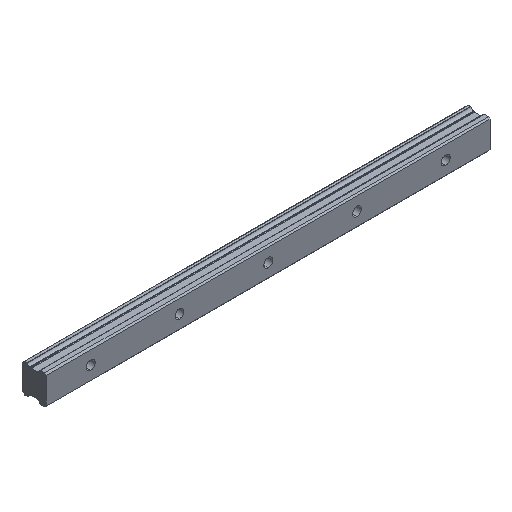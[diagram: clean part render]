
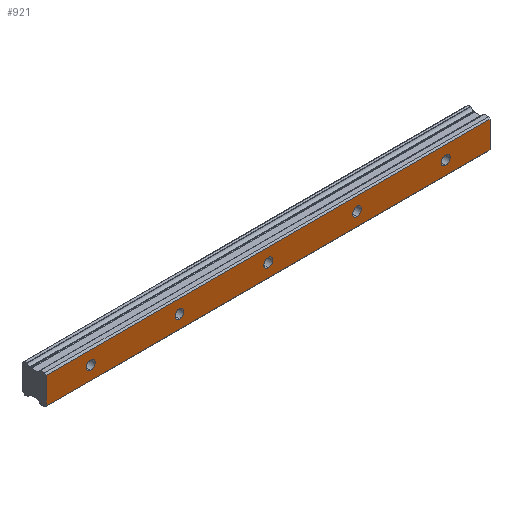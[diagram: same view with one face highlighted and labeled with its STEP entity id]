
A CAD part, isometric view. The second image highlights one B-rep face of the part: STEP entity #921.
In plain terms, the highlighted planar face has unit normal (0, -1, 0).
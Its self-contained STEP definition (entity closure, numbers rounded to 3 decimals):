
#8 = CIRCLE ( 'NONE', #265, 3. ) ;
#12 = VERTEX_POINT ( 'NONE', #1114 ) ;
#14 = FACE_OUTER_BOUND ( 'NONE', #395, .T. ) ;
#26 = CARTESIAN_POINT ( 'NONE',  ( 0., 0., 0. ) ) ;
#30 = VERTEX_POINT ( 'NONE', #2028 ) ;
#35 = VERTEX_POINT ( 'NONE', #1740 ) ;
#86 = VERTEX_POINT ( 'NONE', #1577 ) ;
#105 = CARTESIAN_POINT ( 'NONE',  ( 120., 0., 0. ) ) ;
#121 = CARTESIAN_POINT ( 'NONE',  ( 270., 0., 9. ) ) ;
#123 = EDGE_CURVE ( 'NONE', #785, #30, #1622, .T. ) ;
#126 = CIRCLE ( 'NONE', #193, 3. ) ;
#135 = DIRECTION ( 'NONE',  ( 0., -1., 0. ) ) ;
#143 = EDGE_CURVE ( 'NONE', #12, #1532, #8, .T. ) ;
#187 = CARTESIAN_POINT ( 'NONE',  ( 240., 0., 0. ) ) ;
#193 = AXIS2_PLACEMENT_3D ( 'NONE', #1013, #1649, #855 ) ;
#207 = EDGE_LOOP ( 'NONE', ( #1753, #1525 ) ) ;
#255 = EDGE_LOOP ( 'NONE', ( #769, #1293 ) ) ;
#265 = AXIS2_PLACEMENT_3D ( 'NONE', #1069, #1341, #717 ) ;
#273 = DIRECTION ( 'NONE',  ( 0., -1., 0. ) ) ;
#275 = AXIS2_PLACEMENT_3D ( 'NONE', #26, #1251, #650 ) ;
#362 = VERTEX_POINT ( 'NONE', #1559 ) ;
#374 = EDGE_CURVE ( 'NONE', #991, #754, #1731, .T. ) ;
#379 = DIRECTION ( 'NONE',  ( 0., -1., 0. ) ) ;
#395 = EDGE_LOOP ( 'NONE', ( #1954, #1354, #1007, #885 ) ) ;
#422 = EDGE_CURVE ( 'NONE', #929, #686, #737, .T. ) ;
#430 = DIRECTION ( 'NONE',  ( 1., 0., 0. ) ) ;
#436 = EDGE_LOOP ( 'NONE', ( #1887, #1469 ) ) ;
#439 = LINE ( 'NONE', #121, #1775 ) ;
#442 = DIRECTION ( 'NONE',  ( 0., 0., 1. ) ) ;
#447 = DIRECTION ( 'NONE',  ( 0., 0., 1. ) ) ;
#461 = CARTESIAN_POINT ( 'NONE',  ( 180., 0., -3. ) ) ;
#473 = CARTESIAN_POINT ( 'NONE',  ( -30., 0., 9. ) ) ;
#488 = DIRECTION ( 'NONE',  ( 0., -1., 0. ) ) ;
#490 = AXIS2_PLACEMENT_3D ( 'NONE', #187, #645, #1135 ) ;
#500 = ORIENTED_EDGE ( 'NONE', *, *, #123, .F. ) ;
#505 = FACE_BOUND ( 'NONE', #728, .T. ) ;
#512 = AXIS2_PLACEMENT_3D ( 'NONE', #1504, #273, #884 ) ;
#527 = AXIS2_PLACEMENT_3D ( 'NONE', #1129, #1259, #1905 ) ;
#579 = VERTEX_POINT ( 'NONE', #1223 ) ;
#581 = AXIS2_PLACEMENT_3D ( 'NONE', #1285, #1607, #1941 ) ;
#599 = EDGE_CURVE ( 'NONE', #754, #991, #1667, .T. ) ;
#605 = LINE ( 'NONE', #1714, #799 ) ;
#609 = DIRECTION ( 'NONE',  ( 0., 0., 1. ) ) ;
#630 = CARTESIAN_POINT ( 'NONE',  ( 0., 0., -3. ) ) ;
#645 = DIRECTION ( 'NONE',  ( 0., -1., 0. ) ) ;
#650 = DIRECTION ( 'NONE',  ( 0., 0., 1. ) ) ;
#686 = VERTEX_POINT ( 'NONE', #1828 ) ;
#717 = DIRECTION ( 'NONE',  ( 0., 0., 1. ) ) ;
#727 = AXIS2_PLACEMENT_3D ( 'NONE', #105, #135, #442 ) ;
#728 = EDGE_LOOP ( 'NONE', ( #500, #916 ) ) ;
#737 = CIRCLE ( 'NONE', #275, 3. ) ;
#754 = VERTEX_POINT ( 'NONE', #461 ) ;
#755 = EDGE_CURVE ( 'NONE', #362, #579, #1233, .T. ) ;
#769 = ORIENTED_EDGE ( 'NONE', *, *, #1330, .F. ) ;
#785 = VERTEX_POINT ( 'NONE', #1535 ) ;
#799 = VECTOR ( 'NONE', #1850, 1000. ) ;
#824 = FACE_BOUND ( 'NONE', #920, .T. ) ;
#855 = DIRECTION ( 'NONE',  ( 0., 0., 1. ) ) ;
#859 = EDGE_CURVE ( 'NONE', #1473, #362, #605, .T. ) ;
#882 = CIRCLE ( 'NONE', #581, 3. ) ;
#884 = DIRECTION ( 'NONE',  ( 0., 0., 1. ) ) ;
#885 = ORIENTED_EDGE ( 'NONE', *, *, #755, .F. ) ;
#916 = ORIENTED_EDGE ( 'NONE', *, *, #1423, .F. ) ;
#920 = EDGE_LOOP ( 'NONE', ( #1307, #1585 ) ) ;
#921 = ADVANCED_FACE ( 'NONE', ( #14, #1934, #1924, #824, #505, #1429 ), #969, .F. ) ;
#929 = VERTEX_POINT ( 'NONE', #630 ) ;
#931 = CARTESIAN_POINT ( 'NONE',  ( 180., 0., 0. ) ) ;
#969 = PLANE ( 'NONE',  #527 ) ;
#991 = VERTEX_POINT ( 'NONE', #1746 ) ;
#1007 = ORIENTED_EDGE ( 'NONE', *, *, #1402, .F. ) ;
#1013 = CARTESIAN_POINT ( 'NONE',  ( 0., 0., 0. ) ) ;
#1055 = CARTESIAN_POINT ( 'NONE',  ( 270., 0., 9. ) ) ;
#1067 = DIRECTION ( 'NONE',  ( 0., 0., -1. ) ) ;
#1069 = CARTESIAN_POINT ( 'NONE',  ( 60., 0., 0. ) ) ;
#1075 = CARTESIAN_POINT ( 'NONE',  ( 60., 0., 3. ) ) ;
#1088 = LINE ( 'NONE', #1055, #1503 ) ;
#1114 = CARTESIAN_POINT ( 'NONE',  ( 60., 0., -3. ) ) ;
#1129 = CARTESIAN_POINT ( 'NONE',  ( 270., 0., 9. ) ) ;
#1135 = DIRECTION ( 'NONE',  ( 0., 0., 1. ) ) ;
#1203 = CIRCLE ( 'NONE', #1640, 3. ) ;
#1217 = CARTESIAN_POINT ( 'NONE',  ( 270., 0., -9. ) ) ;
#1223 = CARTESIAN_POINT ( 'NONE',  ( -30., 0., 9. ) ) ;
#1233 = LINE ( 'NONE', #473, #1807 ) ;
#1251 = DIRECTION ( 'NONE',  ( 0., -1., 0. ) ) ;
#1259 = DIRECTION ( 'NONE',  ( 0., 1., 0. ) ) ;
#1285 = CARTESIAN_POINT ( 'NONE',  ( 60., 0., 0. ) ) ;
#1293 = ORIENTED_EDGE ( 'NONE', *, *, #422, .F. ) ;
#1307 = ORIENTED_EDGE ( 'NONE', *, *, #374, .F. ) ;
#1327 = CARTESIAN_POINT ( 'NONE',  ( 240., 0., 0. ) ) ;
#1330 = EDGE_CURVE ( 'NONE', #686, #929, #126, .T. ) ;
#1341 = DIRECTION ( 'NONE',  ( 0., -1., 0. ) ) ;
#1354 = ORIENTED_EDGE ( 'NONE', *, *, #1410, .F. ) ;
#1402 = EDGE_CURVE ( 'NONE', #579, #35, #1088, .T. ) ;
#1410 = EDGE_CURVE ( 'NONE', #35, #1473, #439, .T. ) ;
#1423 = EDGE_CURVE ( 'NONE', #30, #785, #1203, .T. ) ;
#1429 = FACE_BOUND ( 'NONE', #436, .T. ) ;
#1449 = DIRECTION ( 'NONE',  ( 0., 0., 1. ) ) ;
#1469 = ORIENTED_EDGE ( 'NONE', *, *, #143, .F. ) ;
#1473 = VERTEX_POINT ( 'NONE', #1217 ) ;
#1503 = VECTOR ( 'NONE', #430, 1000. ) ;
#1504 = CARTESIAN_POINT ( 'NONE',  ( 180., 0., 0. ) ) ;
#1525 = ORIENTED_EDGE ( 'NONE', *, *, #1795, .F. ) ;
#1532 = VERTEX_POINT ( 'NONE', #1075 ) ;
#1535 = CARTESIAN_POINT ( 'NONE',  ( 120., 0., 3. ) ) ;
#1559 = CARTESIAN_POINT ( 'NONE',  ( -30., 0., -9. ) ) ;
#1577 = CARTESIAN_POINT ( 'NONE',  ( 240., 0., 3. ) ) ;
#1580 = CIRCLE ( 'NONE', #490, 3. ) ;
#1585 = ORIENTED_EDGE ( 'NONE', *, *, #599, .F. ) ;
#1607 = DIRECTION ( 'NONE',  ( 0., -1., 0. ) ) ;
#1617 = EDGE_CURVE ( 'NONE', #86, #1745, #1870, .T. ) ;
#1622 = CIRCLE ( 'NONE', #727, 3. ) ;
#1636 = DIRECTION ( 'NONE',  ( 0., 0., 1. ) ) ;
#1640 = AXIS2_PLACEMENT_3D ( 'NONE', #2025, #1728, #609 ) ;
#1649 = DIRECTION ( 'NONE',  ( 0., -1., 0. ) ) ;
#1667 = CIRCLE ( 'NONE', #512, 3. ) ;
#1672 = AXIS2_PLACEMENT_3D ( 'NONE', #1327, #379, #1636 ) ;
#1714 = CARTESIAN_POINT ( 'NONE',  ( 270., 0., -9. ) ) ;
#1728 = DIRECTION ( 'NONE',  ( 0., -1., 0. ) ) ;
#1729 = EDGE_CURVE ( 'NONE', #1532, #12, #882, .T. ) ;
#1731 = CIRCLE ( 'NONE', #1993, 3. ) ;
#1740 = CARTESIAN_POINT ( 'NONE',  ( 270., 0., 9. ) ) ;
#1745 = VERTEX_POINT ( 'NONE', #1751 ) ;
#1746 = CARTESIAN_POINT ( 'NONE',  ( 180., 0., 3. ) ) ;
#1751 = CARTESIAN_POINT ( 'NONE',  ( 240., 0., -3. ) ) ;
#1753 = ORIENTED_EDGE ( 'NONE', *, *, #1617, .F. ) ;
#1775 = VECTOR ( 'NONE', #1067, 1000. ) ;
#1795 = EDGE_CURVE ( 'NONE', #1745, #86, #1580, .T. ) ;
#1807 = VECTOR ( 'NONE', #447, 1000. ) ;
#1828 = CARTESIAN_POINT ( 'NONE',  ( 0., 0., 3. ) ) ;
#1850 = DIRECTION ( 'NONE',  ( -1., 0., 0. ) ) ;
#1870 = CIRCLE ( 'NONE', #1672, 3. ) ;
#1887 = ORIENTED_EDGE ( 'NONE', *, *, #1729, .F. ) ;
#1905 = DIRECTION ( 'NONE',  ( 0., 0., 1. ) ) ;
#1924 = FACE_BOUND ( 'NONE', #207, .T. ) ;
#1934 = FACE_BOUND ( 'NONE', #255, .T. ) ;
#1941 = DIRECTION ( 'NONE',  ( 0., 0., 1. ) ) ;
#1954 = ORIENTED_EDGE ( 'NONE', *, *, #859, .F. ) ;
#1993 = AXIS2_PLACEMENT_3D ( 'NONE', #931, #488, #1449 ) ;
#2025 = CARTESIAN_POINT ( 'NONE',  ( 120., 0., 0. ) ) ;
#2028 = CARTESIAN_POINT ( 'NONE',  ( 120., 0., -3. ) ) ;
